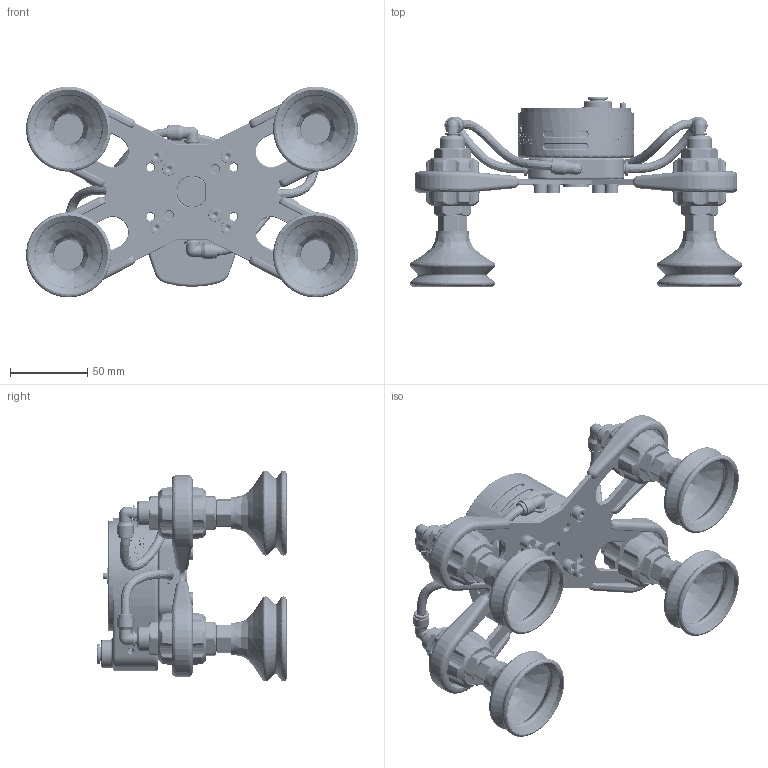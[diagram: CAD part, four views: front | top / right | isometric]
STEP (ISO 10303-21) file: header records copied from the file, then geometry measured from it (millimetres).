
FILE_DESCRIPTION (( 'STEP AP214' ), '1' );
FILE_NAME ('AirPick - Ensemble 4 Ventouses.STEP', '2019-04-29T17:26:55', ( '' ), ( '' ), 'SwSTEP 2.0', 'SolidWorks 2019', '' );
FILE_SCHEMA (( 'AUTOMOTIVE_DESIGN' ));
Length unit declared in the file: millimetre
Products named in the file (3): AirPick; AirPick - Ensemble 4 Ventouses; ENSEMBLE 4 VENTOUSES
Assembly tree (2 placements, depth 2):
  AirPick - Ensemble 4 Ventouses
    AirPick
    ENSEMBLE 4 VENTOUSES
Bounding box: 214.33 x 122.22 x 136.11 mm (x, y, z)
Volume: 455729.1 mm3; surface area: 216123.7 mm2
Topology: 42 solids, 47 shells, 5075 faces, 12874 edges, 7996 vertices
Faces by surface type: bspline 1902, cylinder 1408, plane 981, cone 719, torus 52, sphere 13
Entity records: 262455 total; most frequent: CARTESIAN_POINT 146145, ORIENTED_EDGE 25484, DIRECTION 18363, EDGE_CURVE 12742, VERTEX_POINT 7996, AXIS2_PLACEMENT_3D 7457, EDGE_LOOP 5426, ADVANCED_FACE 5075
